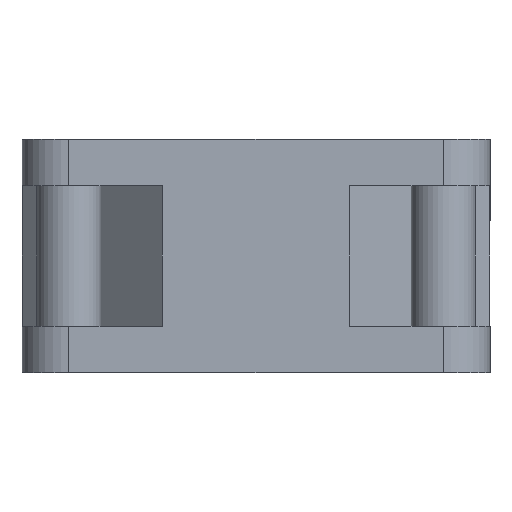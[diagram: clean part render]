
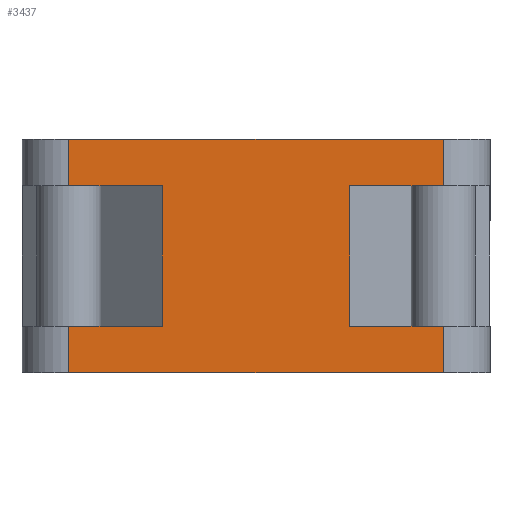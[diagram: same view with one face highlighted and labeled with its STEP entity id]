
A CAD part, front view. The second image highlights one B-rep face of the part: STEP entity #3437.
In plain terms, the highlighted planar face has unit normal (0, -1, 0).
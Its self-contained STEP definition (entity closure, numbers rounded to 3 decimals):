
#37 = VECTOR ( 'NONE', #2205, 1000. ) ;
#63 = VERTEX_POINT ( 'NONE', #386 ) ;
#294 = LINE ( 'NONE', #3287, #3909 ) ;
#386 = CARTESIAN_POINT ( 'NONE',  ( -8., -20., 16. ) ) ;
#395 = LINE ( 'NONE', #5014, #591 ) ;
#504 = EDGE_CURVE ( 'NONE', #4123, #1003, #5413, .T. ) ;
#560 = CARTESIAN_POINT ( 'NONE',  ( -16., -20., 4. ) ) ;
#591 = VECTOR ( 'NONE', #1927, 1000. ) ;
#1003 = VERTEX_POINT ( 'NONE', #2030 ) ;
#1186 = DIRECTION ( 'NONE',  ( 0., 1., 0. ) ) ;
#1266 = VECTOR ( 'NONE', #1714, 1000. ) ;
#1401 = VERTEX_POINT ( 'NONE', #3997 ) ;
#1483 = DIRECTION ( 'NONE',  ( 1., 0., 0. ) ) ;
#1598 = FACE_OUTER_BOUND ( 'NONE', #4598, .T. ) ;
#1687 = LINE ( 'NONE', #3311, #5570 ) ;
#1714 = DIRECTION ( 'NONE',  ( 0., 0., -1. ) ) ;
#1845 = LINE ( 'NONE', #5821, #3229 ) ;
#1914 = DIRECTION ( 'NONE',  ( 1., 0., 0. ) ) ;
#1927 = DIRECTION ( 'NONE',  ( 1., 0., 0. ) ) ;
#1982 = CARTESIAN_POINT ( 'NONE',  ( 8., -20., 4. ) ) ;
#2030 = CARTESIAN_POINT ( 'NONE',  ( 16., -20., 20. ) ) ;
#2137 = LINE ( 'NONE', #3759, #37 ) ;
#2205 = DIRECTION ( 'NONE',  ( 1., 0., 0. ) ) ;
#2230 = LINE ( 'NONE', #2332, #2787 ) ;
#2332 = CARTESIAN_POINT ( 'NONE',  ( -16., -20., 16. ) ) ;
#2412 = EDGE_CURVE ( 'NONE', #3913, #3644, #395, .T. ) ;
#2621 = ORIENTED_EDGE ( 'NONE', *, *, #504, .T. ) ;
#2746 = AXIS2_PLACEMENT_3D ( 'NONE', #6312, #1186, #5331 ) ;
#2776 = ORIENTED_EDGE ( 'NONE', *, *, #6621, .T. ) ;
#2787 = VECTOR ( 'NONE', #6468, 1000. ) ;
#2940 = ORIENTED_EDGE ( 'NONE', *, *, #2412, .F. ) ;
#2949 = DIRECTION ( 'NONE',  ( 0., 0., -1. ) ) ;
#2982 = VECTOR ( 'NONE', #6397, 1000. ) ;
#3007 = VECTOR ( 'NONE', #1914, 1000. ) ;
#3029 = LINE ( 'NONE', #4044, #3007 ) ;
#3060 = ORIENTED_EDGE ( 'NONE', *, *, #5320, .F. ) ;
#3175 = LINE ( 'NONE', #560, #1266 ) ;
#3193 = CARTESIAN_POINT ( 'NONE',  ( 8., -20., 16. ) ) ;
#3195 = VECTOR ( 'NONE', #3218, 1000. ) ;
#3218 = DIRECTION ( 'NONE',  ( 1., 0., 0. ) ) ;
#3229 = VECTOR ( 'NONE', #5852, 1000. ) ;
#3261 = VECTOR ( 'NONE', #5835, 1000. ) ;
#3287 = CARTESIAN_POINT ( 'NONE',  ( 0., -20., 0. ) ) ;
#3311 = CARTESIAN_POINT ( 'NONE',  ( 16., -20., 4. ) ) ;
#3350 = LINE ( 'NONE', #4917, #3261 ) ;
#3382 = EDGE_CURVE ( 'NONE', #4416, #4123, #2137, .T. ) ;
#3428 = CARTESIAN_POINT ( 'NONE',  ( -16., -20., 0. ) ) ;
#3437 = ADVANCED_FACE ( 'NONE', ( #1598 ), #4275, .F. ) ;
#3521 = ORIENTED_EDGE ( 'NONE', *, *, #3869, .F. ) ;
#3559 = CARTESIAN_POINT ( 'NONE',  ( -8., -20., 16. ) ) ;
#3644 = VERTEX_POINT ( 'NONE', #4092 ) ;
#3691 = ORIENTED_EDGE ( 'NONE', *, *, #3382, .T. ) ;
#3759 = CARTESIAN_POINT ( 'NONE',  ( 0., -20., 16. ) ) ;
#3869 = EDGE_CURVE ( 'NONE', #3644, #6716, #1687, .T. ) ;
#3905 = ORIENTED_EDGE ( 'NONE', *, *, #5406, .T. ) ;
#3909 = VECTOR ( 'NONE', #1483, 1000. ) ;
#3913 = VERTEX_POINT ( 'NONE', #1982 ) ;
#3997 = CARTESIAN_POINT ( 'NONE',  ( -8., -20., 4. ) ) ;
#4044 = CARTESIAN_POINT ( 'NONE',  ( 0., -20., 16. ) ) ;
#4092 = CARTESIAN_POINT ( 'NONE',  ( 16., -20., 4. ) ) ;
#4123 = VERTEX_POINT ( 'NONE', #5282 ) ;
#4124 = ORIENTED_EDGE ( 'NONE', *, *, #5195, .T. ) ;
#4275 = PLANE ( 'NONE',  #2746 ) ;
#4316 = ORIENTED_EDGE ( 'NONE', *, *, #4650, .T. ) ;
#4349 = ORIENTED_EDGE ( 'NONE', *, *, #4776, .F. ) ;
#4359 = CARTESIAN_POINT ( 'NONE',  ( 16., -20., 16. ) ) ;
#4416 = VERTEX_POINT ( 'NONE', #3193 ) ;
#4598 = EDGE_LOOP ( 'NONE', ( #2776, #3521, #2940, #3060, #3691, #2621, #5348, #6414, #3905, #4316, #4349, #4124 ) ) ;
#4650 = EDGE_CURVE ( 'NONE', #63, #1401, #5120, .T. ) ;
#4674 = CARTESIAN_POINT ( 'NONE',  ( 0., -20., 4. ) ) ;
#4776 = EDGE_CURVE ( 'NONE', #5471, #1401, #5828, .T. ) ;
#4917 = CARTESIAN_POINT ( 'NONE',  ( 0., -20., 20. ) ) ;
#4955 = EDGE_CURVE ( 'NONE', #5854, #5668, #2230, .T. ) ;
#5014 = CARTESIAN_POINT ( 'NONE',  ( 0., -20., 4. ) ) ;
#5120 = LINE ( 'NONE', #3559, #6116 ) ;
#5195 = EDGE_CURVE ( 'NONE', #5471, #5523, #3175, .T. ) ;
#5282 = CARTESIAN_POINT ( 'NONE',  ( 16., -20., 16. ) ) ;
#5320 = EDGE_CURVE ( 'NONE', #4416, #3913, #1845, .T. ) ;
#5331 = DIRECTION ( 'NONE',  ( 0., 0., 1. ) ) ;
#5348 = ORIENTED_EDGE ( 'NONE', *, *, #6553, .F. ) ;
#5406 = EDGE_CURVE ( 'NONE', #5854, #63, #3029, .T. ) ;
#5413 = LINE ( 'NONE', #4359, #2982 ) ;
#5471 = VERTEX_POINT ( 'NONE', #6020 ) ;
#5523 = VERTEX_POINT ( 'NONE', #3428 ) ;
#5570 = VECTOR ( 'NONE', #5956, 1000. ) ;
#5668 = VERTEX_POINT ( 'NONE', #6353 ) ;
#5821 = CARTESIAN_POINT ( 'NONE',  ( 8., -20., 16. ) ) ;
#5828 = LINE ( 'NONE', #4674, #3195 ) ;
#5835 = DIRECTION ( 'NONE',  ( 1., 0., 0. ) ) ;
#5852 = DIRECTION ( 'NONE',  ( 0., 0., -1. ) ) ;
#5854 = VERTEX_POINT ( 'NONE', #6662 ) ;
#5956 = DIRECTION ( 'NONE',  ( 0., 0., -1. ) ) ;
#6020 = CARTESIAN_POINT ( 'NONE',  ( -16., -20., 4. ) ) ;
#6034 = CARTESIAN_POINT ( 'NONE',  ( 16., -20., 0. ) ) ;
#6116 = VECTOR ( 'NONE', #2949, 1000. ) ;
#6312 = CARTESIAN_POINT ( 'NONE',  ( 0., -20., 4. ) ) ;
#6353 = CARTESIAN_POINT ( 'NONE',  ( -16., -20., 20. ) ) ;
#6397 = DIRECTION ( 'NONE',  ( 0., 0., 1. ) ) ;
#6414 = ORIENTED_EDGE ( 'NONE', *, *, #4955, .F. ) ;
#6468 = DIRECTION ( 'NONE',  ( 0., 0., 1. ) ) ;
#6553 = EDGE_CURVE ( 'NONE', #5668, #1003, #3350, .T. ) ;
#6621 = EDGE_CURVE ( 'NONE', #5523, #6716, #294, .T. ) ;
#6662 = CARTESIAN_POINT ( 'NONE',  ( -16., -20., 16. ) ) ;
#6716 = VERTEX_POINT ( 'NONE', #6034 ) ;
